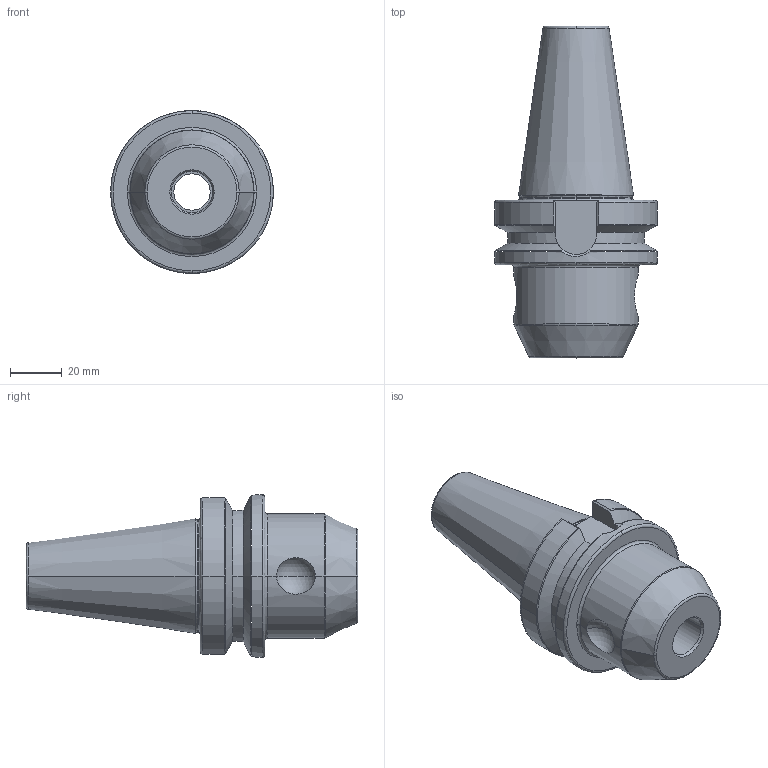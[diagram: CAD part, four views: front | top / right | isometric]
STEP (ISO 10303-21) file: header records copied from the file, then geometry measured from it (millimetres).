
FILE_DESCRIPTION (( 'STEP AP203' ), '1' );
FILE_NAME ('BT40-SLA16-63.STEP', '2021-01-10T06:02:39', ( '微软用户' ), ( '微软中国' ), 'SwSTEP 2.0', 'SolidWorks 2016', '' );
FILE_SCHEMA (( 'CONFIG_CONTROL_DESIGN' ));
Length unit declared in the file: millimetre
Products named in the file (1): BT40-SLA16-63
Bounding box: 63 x 128.4 x 63 mm (x, y, z)
Volume: 167814.4 mm3; surface area: 29350.3 mm2
Topology: 1 solids, 1 shells, 103 faces, 274 edges, 173 vertices
Faces by surface type: cylinder 28, bspline 26, plane 22, cone 19, torus 6, sphere 2
Entity records: 5292 total; most frequent: CARTESIAN_POINT 2802, ORIENTED_EDGE 540, DIRECTION 470, EDGE_CURVE 270, AXIS2_PLACEMENT_3D 190, VERTEX_POINT 173, CIRCLE 112, EDGE_LOOP 111
